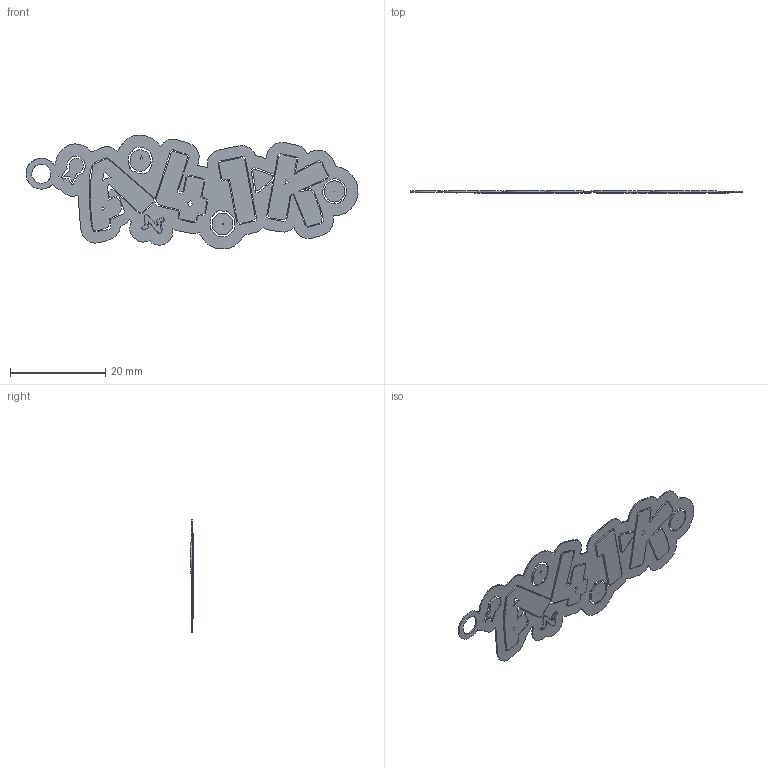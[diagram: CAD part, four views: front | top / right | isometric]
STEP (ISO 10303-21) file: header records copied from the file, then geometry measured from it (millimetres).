
FILE_DESCRIPTION(/* description */ ('STEP AP242 Edition 2','CAx-IF Rec.Pracs.---Representation and Presentation of Product Manufacturing Information (PMI)---4.0---2014-10-13','CAx-IF Rec.Pracs.---3D Tessellated Geometry---0.4---2014-09-14','2;1','CAx-IF Rec.Pracs.---User Defined Attributes---1.5---2016-08-15'),/* implementation_level */ '2;1');
FILE_NAME(/* name */ '694ac6ab63ade40995f2c8d7',/* time_stamp */ '2025-12-23T16:43:25Z',/* author */ (''),/* organization */ (''),/* preprocessor_version */ 'ST-DEVELOPER v20',/* originating_system */ 'ONSHAPE BY PTC INC, 1.208',/* authorisation */ ' ');
FILE_SCHEMA (('AP242_MANAGED_MODEL_BASED_3D_ENGINEERING_MIM_LF { 1 0 10303 442 3 1 4 }'));
Length unit declared in the file: metre
Products named in the file (10): Part 9; Part 1; Part 2; Part 3; Part 4; Part 5; Part 6; Part 7; Part 8; Part 10
Bounding box: 69.86 x 0.43 x 23.98 mm (x, y, z)
Volume: 330.7 mm3; surface area: 2342.7 mm2
Topology: 10 solids, 10 shells, 1265 faces, 3733 edges, 2488 vertices
Faces by surface type: plane 1263, cylinder 2
Full cylindrical faces by diameter (mm): 4.043 x1, 6.47 x1
Entity records: 41630 total; most frequent: CARTESIAN_POINT 7490, ORIENTED_EDGE 7458, DIRECTION 6285, EDGE_CURVE 3729, LINE 3723, VECTOR 3723, VERTEX_POINT 2486, EDGE_LOOP 1331
